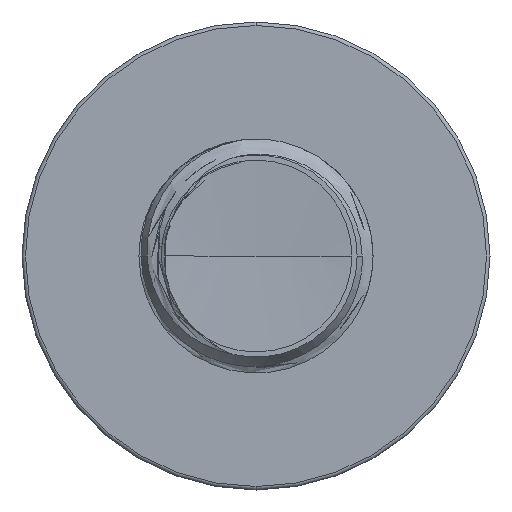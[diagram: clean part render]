
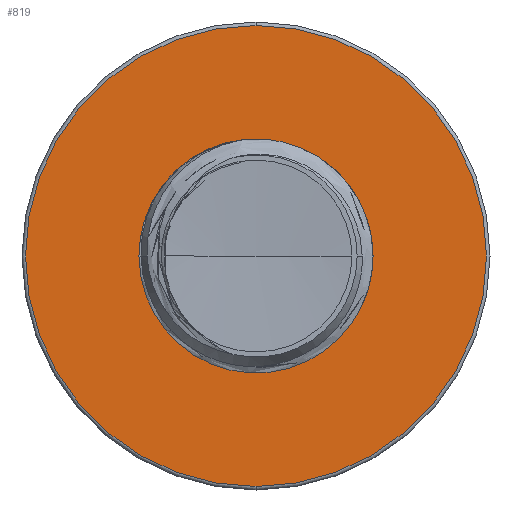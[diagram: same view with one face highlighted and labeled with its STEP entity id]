
A CAD part, front view. The second image highlights one B-rep face of the part: STEP entity #819.
In plain terms, the highlighted planar face has unit normal (0, -1, 0).
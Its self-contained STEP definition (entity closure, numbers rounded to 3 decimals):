
#229 = DIRECTION ( 'NONE',  ( 0., 0., -1. ) ) ;
#443 = PLANE ( 'NONE',  #12985 ) ;
#512 = CARTESIAN_POINT ( 'NONE',  ( 0., 7., 1.971 ) ) ;
#699 = DIRECTION ( 'NONE',  ( 0., -1., 0. ) ) ;
#740 = AXIS2_PLACEMENT_3D ( 'NONE', #5500, #5479, #5404 ) ;
#819 = ADVANCED_FACE ( 'NONE', ( #5536, #963 ), #443, .T. ) ;
#963 = FACE_BOUND ( 'NONE', #16003, .T. ) ;
#2005 = ORIENTED_EDGE ( 'NONE', *, *, #8003, .F. ) ;
#2228 = DIRECTION ( 'NONE',  ( 0., -1., 0. ) ) ;
#4451 = CARTESIAN_POINT ( 'NONE',  ( 0., 7., -3.94 ) ) ;
#4857 = VERTEX_POINT ( 'NONE', #4451 ) ;
#5404 = DIRECTION ( 'NONE',  ( 0., 0., -1. ) ) ;
#5479 = DIRECTION ( 'NONE',  ( 0., -1., 0. ) ) ;
#5500 = CARTESIAN_POINT ( 'NONE',  ( 0., 7., 0. ) ) ;
#5536 = FACE_OUTER_BOUND ( 'NONE', #16497, .T. ) ;
#5780 = CIRCLE ( 'NONE', #11910, 1.971 ) ;
#6864 = ORIENTED_EDGE ( 'NONE', *, *, #7350, .F. ) ;
#7350 = EDGE_CURVE ( 'NONE', #20725, #7425, #5780, .T. ) ;
#7425 = VERTEX_POINT ( 'NONE', #10514 ) ;
#8003 = EDGE_CURVE ( 'NONE', #7425, #20725, #13240, .T. ) ;
#8072 = CARTESIAN_POINT ( 'NONE',  ( 0., 7., 1.971 ) ) ;
#9953 = AXIS2_PLACEMENT_3D ( 'NONE', #13230, #2228, #14968 ) ;
#9978 = CARTESIAN_POINT ( 'NONE',  ( 0., 7., 3.94 ) ) ;
#10514 = CARTESIAN_POINT ( 'NONE',  ( 0., 7., -1.971 ) ) ;
#10977 = EDGE_CURVE ( 'NONE', #12496, #4857, #18258, .T. ) ;
#11107 = ORIENTED_EDGE ( 'NONE', *, *, #19892, .T. ) ;
#11196 = CIRCLE ( 'NONE', #9953, 3.94 ) ;
#11910 = AXIS2_PLACEMENT_3D ( 'NONE', #12372, #12341, #12297 ) ;
#12297 = DIRECTION ( 'NONE',  ( 0., 0., -1. ) ) ;
#12341 = DIRECTION ( 'NONE',  ( 0., -1., 0. ) ) ;
#12372 = CARTESIAN_POINT ( 'NONE',  ( 0., 7., 0. ) ) ;
#12496 = VERTEX_POINT ( 'NONE', #9978 ) ;
#12985 = AXIS2_PLACEMENT_3D ( 'NONE', #512, #699, #229 ) ;
#13027 = DIRECTION ( 'NONE',  ( 0., 0., -1. ) ) ;
#13047 = DIRECTION ( 'NONE',  ( 0., -1., 0. ) ) ;
#13050 = CARTESIAN_POINT ( 'NONE',  ( 0., 7., 0. ) ) ;
#13230 = CARTESIAN_POINT ( 'NONE',  ( 0., 7., 0. ) ) ;
#13240 = CIRCLE ( 'NONE', #740, 1.971 ) ;
#13473 = AXIS2_PLACEMENT_3D ( 'NONE', #13050, #13047, #13027 ) ;
#14968 = DIRECTION ( 'NONE',  ( 0., 0., -1. ) ) ;
#15880 = ORIENTED_EDGE ( 'NONE', *, *, #10977, .T. ) ;
#16003 = EDGE_LOOP ( 'NONE', ( #2005, #6864 ) ) ;
#16497 = EDGE_LOOP ( 'NONE', ( #11107, #15880 ) ) ;
#18258 = CIRCLE ( 'NONE', #13473, 3.94 ) ;
#19892 = EDGE_CURVE ( 'NONE', #4857, #12496, #11196, .T. ) ;
#20725 = VERTEX_POINT ( 'NONE', #8072 ) ;
